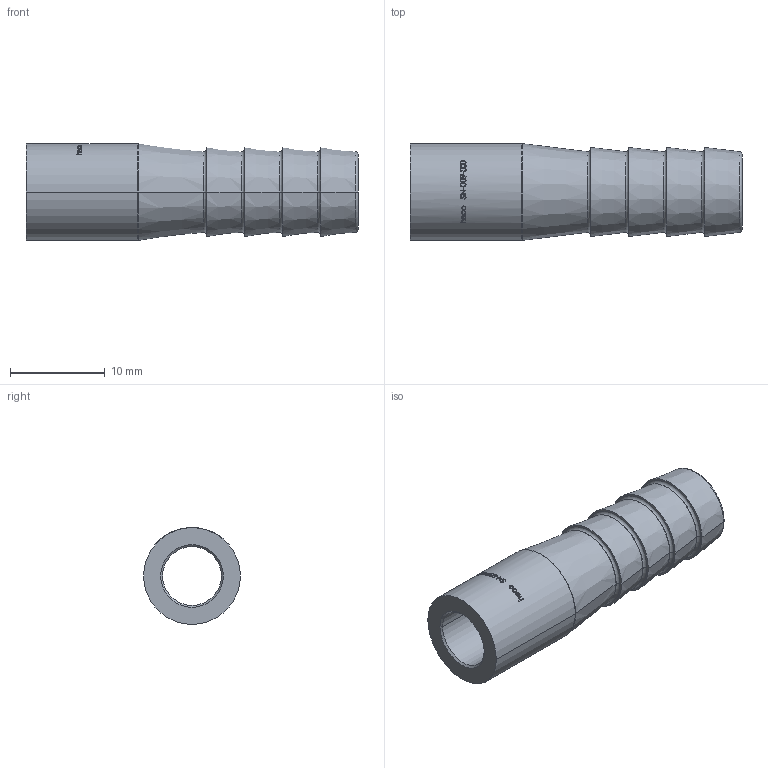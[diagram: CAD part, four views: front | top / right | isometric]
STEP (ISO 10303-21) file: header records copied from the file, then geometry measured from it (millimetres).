
FILE_DESCRIPTION (( 'STEP AP214' ), '1' );
FILE_NAME ('SN-009-000-x Anschweiß-Schlauchnippel.STEP', '2018-05-24T07:26:36', ( '' ), ( '' ), 'SwSTEP 2.0', 'SolidWorks 2016', '' );
FILE_SCHEMA (( 'AUTOMOTIVE_DESIGN' ));
Length unit declared in the file: millimetre
Products named in the file (1): SN-009-000-x Anschweiß-Schlauchnippel
Bounding box: 35 x 10.2 x 10.2 mm (x, y, z)
Volume: 1400.7 mm3; surface area: 1829.5 mm2
Topology: 1 solids, 1 shells, 210 faces, 516 edges, 330 vertices
Faces by surface type: bspline 114, plane 28, cylinder 26, cone 22, torus 20
Entity records: 12566 total; most frequent: CARTESIAN_POINT 6829, ORIENTED_EDGE 1032, EDGE_CURVE 516, DIRECTION 458, B_SPLINE_CURVE_WITH_KNOTS 348, VERTEX_POINT 330, EDGE_LOOP 234, FACE_OUTER_BOUND 210
